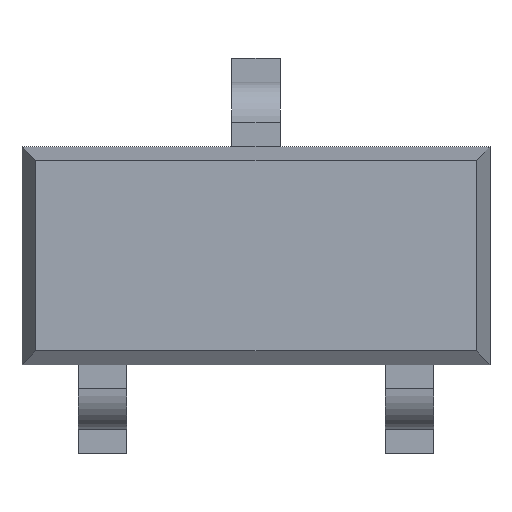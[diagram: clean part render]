
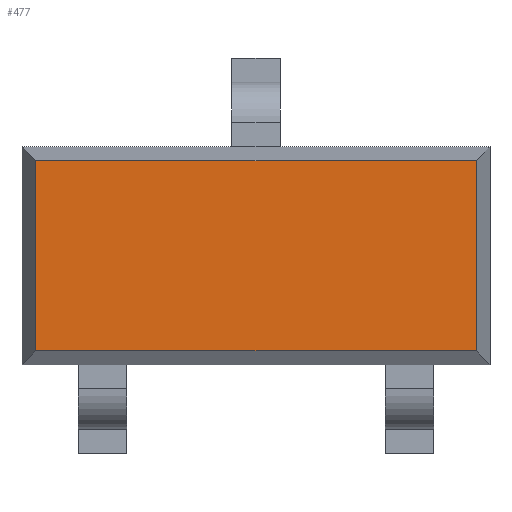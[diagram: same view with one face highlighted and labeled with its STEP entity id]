
A CAD part, top view. The second image highlights one B-rep face of the part: STEP entity #477.
In plain terms, the highlighted planar face has unit normal (0, 0, 1).
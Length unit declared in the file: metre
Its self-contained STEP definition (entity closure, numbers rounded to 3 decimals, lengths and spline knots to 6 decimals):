
#249 = EDGE_CURVE( '', #662, #663, #664, .T. );
#293 = EDGE_CURVE( '', #663, #731, #732, .T. );
#477 = ADVANCED_FACE( '', ( #984 ), #985, .T. );
#507 = EDGE_CURVE( '', #1019, #662, #1020, .T. );
#531 = EDGE_CURVE( '', #731, #1019, #1048, .T. );
#662 = VERTEX_POINT( '', #1198 );
#663 = VERTEX_POINT( '', #1199 );
#664 = LINE( '', #1200, #1201 );
#731 = VERTEX_POINT( '', #1297 );
#732 = LINE( '', #1298, #1299 );
#984 = FACE_OUTER_BOUND( '', #1669, .T. );
#985 = PLANE( '', #1670 );
#1019 = VERTEX_POINT( '', #1723 );
#1020 = LINE( '', #1724, #1725 );
#1048 = LINE( '', #1768, #1769 );
#1198 = CARTESIAN_POINT( '', ( -0.001364, 0.000589, 0.001032 ) );
#1199 = CARTESIAN_POINT( '', ( -0.001364, -0.000589, 0.001032 ) );
#1200 = CARTESIAN_POINT( '', ( -0.001364, -0.000675, 0.001032 ) );
#1201 = VECTOR( '', #1913, 1. );
#1297 = CARTESIAN_POINT( '', ( 0.001364, -0.000589, 0.001032 ) );
#1298 = CARTESIAN_POINT( '', ( 0.00145, -0.000589, 0.001032 ) );
#1299 = VECTOR( '', #1988, 1. );
#1669 = EDGE_LOOP( '', ( #2308, #2309, #2310, #2311 ) );
#1670 = AXIS2_PLACEMENT_3D( '', #2312, #2313, #2314 );
#1723 = CARTESIAN_POINT( '', ( 0.001364, 0.000589, 0.001032 ) );
#1724 = CARTESIAN_POINT( '', ( -0.00145, 0.000589, 0.001032 ) );
#1725 = VECTOR( '', #2368, 1. );
#1768 = CARTESIAN_POINT( '', ( 0.001364, 0.000675, 0.001032 ) );
#1769 = VECTOR( '', #2415, 1. );
#1913 = DIRECTION( '', ( 0., -1., 0. ) );
#1988 = DIRECTION( '', ( 1., 0., 0. ) );
#2308 = ORIENTED_EDGE( '', *, *, #531, .T. );
#2309 = ORIENTED_EDGE( '', *, *, #507, .T. );
#2310 = ORIENTED_EDGE( '', *, *, #249, .T. );
#2311 = ORIENTED_EDGE( '', *, *, #293, .T. );
#2312 = CARTESIAN_POINT( '', ( 0., 0., 0.001032 ) );
#2313 = DIRECTION( '', ( 0., 0., 1. ) );
#2314 = DIRECTION( '', ( 1., 0., 0. ) );
#2368 = DIRECTION( '', ( -1., 0., 0. ) );
#2415 = DIRECTION( '', ( 0., 1., 0. ) );
